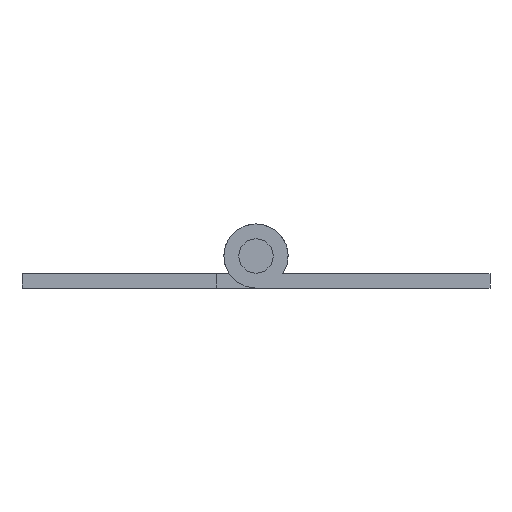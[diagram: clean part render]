
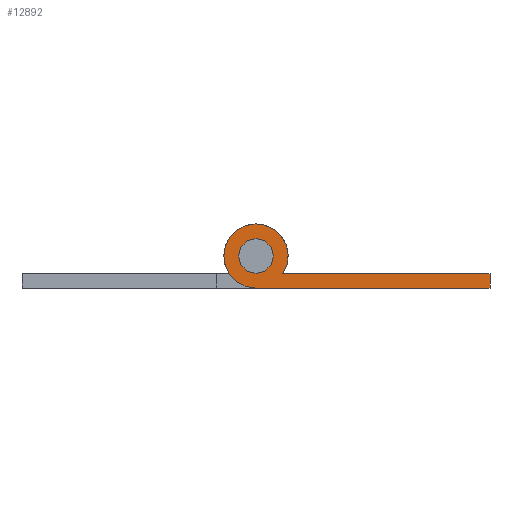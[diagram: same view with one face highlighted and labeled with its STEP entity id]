
A CAD part, front view. The second image highlights one B-rep face of the part: STEP entity #12892.
In plain terms, the highlighted planar face has unit normal (0, -1, 0).
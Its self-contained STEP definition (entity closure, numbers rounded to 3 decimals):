
#11877 = VERTEX_POINT ( 'NONE', #27970 ) ;
#11879 = EDGE_CURVE ( 'NONE', #11880, #11877, #27969, .T. ) ;
#11880 = VERTEX_POINT ( 'NONE', #27964 ) ;
#12811 = ORIENTED_EDGE ( 'NONE', *, *, #12812, .F. ) ;
#12812 = EDGE_CURVE ( 'NONE', #12813, #12814, #29842, .T. ) ;
#12813 = VERTEX_POINT ( 'NONE', #29838 ) ;
#12814 = VERTEX_POINT ( 'NONE', #29837 ) ;
#12822 = EDGE_CURVE ( 'NONE', #11877, #11880, #29825, .T. ) ;
#12832 = EDGE_CURVE ( 'NONE', #12833, #12834, #29862, .T. ) ;
#12833 = VERTEX_POINT ( 'NONE', #29858 ) ;
#12834 = VERTEX_POINT ( 'NONE', #29857 ) ;
#12870 = ORIENTED_EDGE ( 'NONE', *, *, #12871, .F. ) ;
#12871 = EDGE_CURVE ( 'NONE', #12834, #12813, #29918, .T. ) ;
#12872 = ORIENTED_EDGE ( 'NONE', *, *, #12832, .F. ) ;
#12873 = ORIENTED_EDGE ( 'NONE', *, *, #12874, .F. ) ;
#12874 = EDGE_CURVE ( 'NONE', #12814, #12833, #29974, .T. ) ;
#12875 = EDGE_LOOP ( 'NONE', ( #12876, #12877 ) ) ;
#12876 = ORIENTED_EDGE ( 'NONE', *, *, #11879, .T. ) ;
#12877 = ORIENTED_EDGE ( 'NONE', *, *, #12822, .T. ) ;
#12892 = ADVANCED_FACE ( 'NONE', ( #29945, #29944 ), #29185, .F. ) ;
#12893 = EDGE_LOOP ( 'NONE', ( #12811, #12870, #12872, #12873 ) ) ;
#27964 = CARTESIAN_POINT ( 'NONE',  ( 0., -900., -1.2 ) ) ;
#27965 = DIRECTION ( 'NONE',  ( 0., 0., 1. ) ) ;
#27966 = DIRECTION ( 'NONE',  ( 0., 1., 0. ) ) ;
#27967 = CARTESIAN_POINT ( 'NONE',  ( 0., -900., 0. ) ) ;
#27968 = AXIS2_PLACEMENT_3D ( 'NONE', #27967, #27966, #27965 ) ;
#27969 = CIRCLE ( 'NONE', #27968, 1.2 ) ;
#27970 = CARTESIAN_POINT ( 'NONE',  ( 0., -900., 1.2 ) ) ;
#28429 = DIRECTION ( 'NONE',  ( 0., 1., 0. ) ) ;
#28931 = DIRECTION ( 'NONE',  ( 0., 0., 1. ) ) ;
#29183 = CARTESIAN_POINT ( 'NONE',  ( 0., -900., 0. ) ) ;
#29184 = AXIS2_PLACEMENT_3D ( 'NONE', #29183, #28429, #28931 ) ;
#29185 = PLANE ( 'NONE',  #29184 ) ;
#29821 = DIRECTION ( 'NONE',  ( 0., 0., 1. ) ) ;
#29822 = DIRECTION ( 'NONE',  ( 0., 1., 0. ) ) ;
#29823 = CARTESIAN_POINT ( 'NONE',  ( 0., -900., 0. ) ) ;
#29824 = AXIS2_PLACEMENT_3D ( 'NONE', #29823, #29822, #29821 ) ;
#29825 = CIRCLE ( 'NONE', #29824, 1.2 ) ;
#29837 = CARTESIAN_POINT ( 'NONE',  ( 16., -900., -2.2 ) ) ;
#29838 = CARTESIAN_POINT ( 'NONE',  ( 16., -900., -1.2 ) ) ;
#29839 = DIRECTION ( 'NONE',  ( 0., 0., -1. ) ) ;
#29840 = VECTOR ( 'NONE', #29839, 1000. ) ;
#29841 = CARTESIAN_POINT ( 'NONE',  ( 16., -900., -2.2 ) ) ;
#29842 = LINE ( 'NONE', #29841, #29840 ) ;
#29857 = CARTESIAN_POINT ( 'NONE',  ( 1.844, -900., -1.2 ) ) ;
#29858 = CARTESIAN_POINT ( 'NONE',  ( 0., -900., -2.2 ) ) ;
#29859 = DIRECTION ( 'NONE',  ( 0., 0., 1. ) ) ;
#29860 = DIRECTION ( 'NONE',  ( 0., 1., 0. ) ) ;
#29861 = AXIS2_PLACEMENT_3D ( 'NONE', #29867, #29860, #29859 ) ;
#29862 = CIRCLE ( 'NONE', #29861, 2.2 ) ;
#29867 = CARTESIAN_POINT ( 'NONE',  ( 0., -900., 0. ) ) ;
#29916 = VECTOR ( 'NONE', #29975, 1000. ) ;
#29917 = CARTESIAN_POINT ( 'NONE',  ( 16., -900., -1.2 ) ) ;
#29918 = LINE ( 'NONE', #29917, #29916 ) ;
#29944 = FACE_BOUND ( 'NONE', #12875, .T. ) ;
#29945 = FACE_OUTER_BOUND ( 'NONE', #12893, .T. ) ;
#29971 = DIRECTION ( 'NONE',  ( -1., 0., 0. ) ) ;
#29972 = VECTOR ( 'NONE', #29971, 1000. ) ;
#29973 = CARTESIAN_POINT ( 'NONE',  ( 0., -900., -2.2 ) ) ;
#29974 = LINE ( 'NONE', #29973, #29972 ) ;
#29975 = DIRECTION ( 'NONE',  ( 1., 0., 0. ) ) ;
